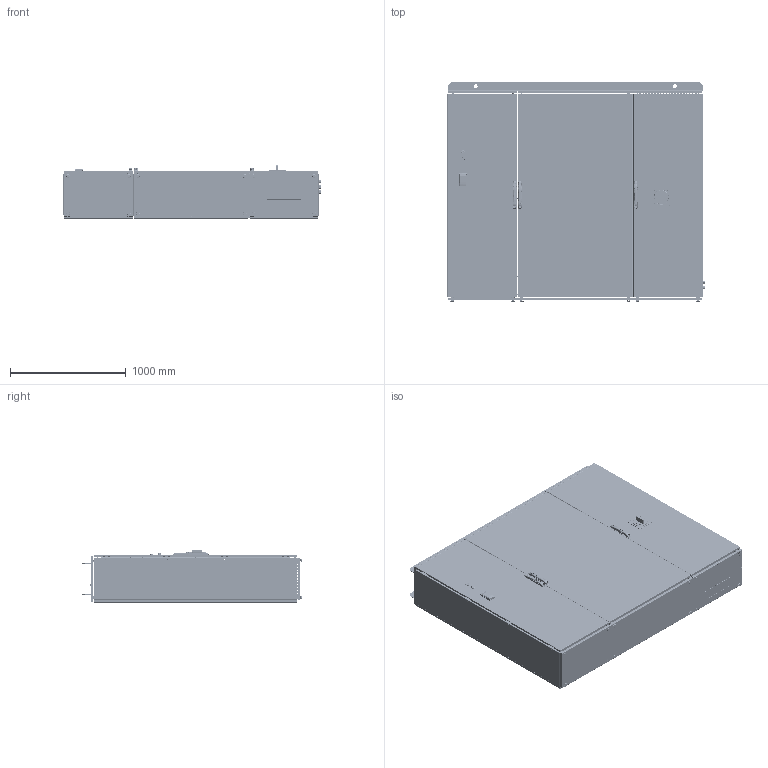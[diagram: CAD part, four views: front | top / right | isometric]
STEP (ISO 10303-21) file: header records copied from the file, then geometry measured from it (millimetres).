
FILE_DESCRIPTION (( 'STEP AP203' ), '1' );
FILE_NAME ('510334_4K5 COMPLETE REV-1.STEP', '2025-10-06T18:46:08', ( '' ), ( '' ), 'SwSTEP 2.0', 'SolidWorks 2025', '' );
FILE_SCHEMA (( 'CONFIG_CONTROL_DESIGN' ));
Products named in the file (1): 510334_4K5 COMPLETE REV-1
Bounding box: 2227.97 x 1896 x 459.9 mm (x, y, z)
Surface area: 18488060 mm2 (no closed solid volume)
Topology: 0 solids, 3969 shells, 7527 faces, 35191 edges, 31016 vertices
Faces by surface type: cylinder 3040, plane 2080, bspline 1374, cone 443, torus 437, sphere 153
Entity records: 456202 total; most frequent: CARTESIAN_POINT 204971, DIRECTION 44821, ORIENTED_EDGE 40081, EDGE_CURVE 35036, VERTEX_POINT 31007, AXIS2_PLACEMENT_3D 15129, LINE 14563, VECTOR 14563
